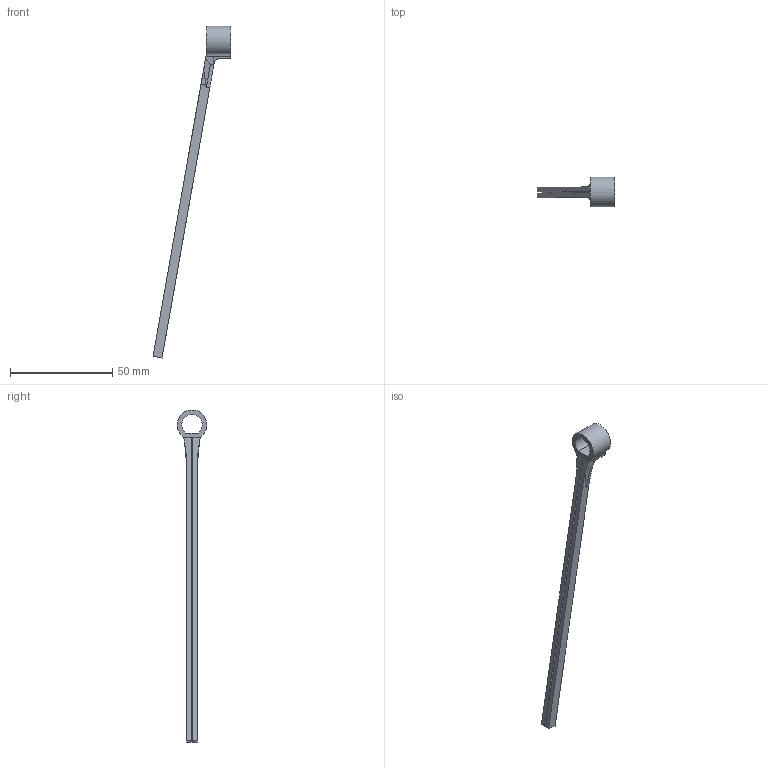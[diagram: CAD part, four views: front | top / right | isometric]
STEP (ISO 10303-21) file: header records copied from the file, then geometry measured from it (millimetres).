
FILE_DESCRIPTION(/* description */ ('','CAx-IF Rec.Pracs.---Representation and Presentation of Product Manufacturing Information (PMI)---4.0---2014-10-13'),/* implementation_level */ '2;1');
FILE_NAME(/* name */ 'finRayV190.step',/* time_stamp */ '2025-01-13T14:53:29-08:00',/* author */ (''),/* organization */ (''),/* preprocessor_version */ 'ST-DEVELOPER v20',/* originating_system */ 'Autodesk Translation Framework v13.20.0.188',/* authorisation */ '');
FILE_SCHEMA (('AP242_MANAGED_MODEL_BASED_3D_ENGINEERING_MIM_LF { 1 0 10303 442 1 1 4 }'));
Length unit declared in the file: millimetre
Products named in the file (1): FinRay
Bounding box: 38.05 x 14.52 x 162.07 mm (x, y, z)
Volume: 4331.5 mm3; surface area: 4773.4 mm2
Topology: 1 solids, 1 shells, 49 faces, 128 edges, 75 vertices
Faces by surface type: plane 32, cylinder 11, bspline 5, cone 1
Full cylindrical faces by diameter (mm): 2.529 x1
Entity records: 1631 total; most frequent: CARTESIAN_POINT 442, ORIENTED_EDGE 248, DIRECTION 220, EDGE_CURVE 124, LINE 86, VECTOR 86, VERTEX_POINT 75, AXIS2_PLACEMENT_3D 67
